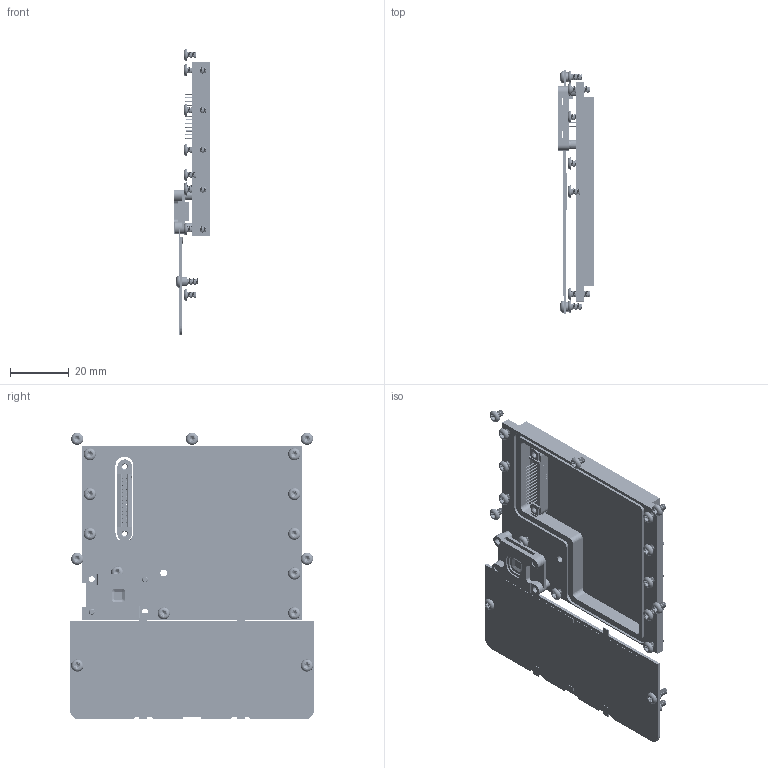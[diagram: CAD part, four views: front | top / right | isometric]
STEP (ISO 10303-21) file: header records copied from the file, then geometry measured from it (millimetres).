
FILE_DESCRIPTION(/* description */ (''),/* implementation_level */ '2;1');
FILE_NAME(/* name */ 'Harwin Payload.step',/* time_stamp */ '2023-11-25T10:33:52-06:00',/* author */ (''),/* organization */ (''),/* preprocessor_version */ 'ST-DEVELOPER v20',/* originating_system */ 'Autodesk Translation Framework v12.14.0.127',/* authorisation */ '');
FILE_SCHEMA (('AUTOMOTIVE_DESIGN { 1 0 10303 214 3 1 1 }'));
Length unit declared in the file: millimetre
Products named in the file (25): Most Recent Mech Systems; combined_face_assem; SkiteHolderAssembly_11.20.21; new_bottomFace; perovskite_panel_face_1.STEP; 1U Solar Array - Asm v8.STEP.STEP; Micro Link Solar Array v1_2x1 No Tab.STEP.STEP; Micro Link Solar Cell v1.step.STEP; 1U Solar PCB_perovskiteSLDPRT.STEP; 92510A378_ALUM UNTHRD SPACER 1-16in_92510A378.step.STEP; 90910A682_LOW-PROFILE BUTTON HEAD TORX MACHINE SCREW 1-4in_90910A682.
step.STEP; FSS100 V2 Assembly; FSS100 V2 Assembly.stp; FSSV2 PCB Board.stp; FSS Proto-Shell.stp; 781710004.stp; SNZS-M2-3.5.stp; Quad Segmented Photodiode.stp; 92510A414_Aluminum Unthreaded Spacer_92510A414; 90910A781_LOW-PROFILE BUTTON HEAD TORX MACHINE SCREW 1-8in_90910A781.
step.STEP; g125-mv12605m1_asm v2; G125-3212696; G125-1030000; G125-4620000; G125_LASER_HARWIN
Assembly tree (70 placements, depth 6):
  Most Recent Mech Systems
    combined_face_assem
      SkiteHolderAssembly_11.20.21
        new_bottomFace
      perovskite_panel_face_1.STEP
        1U Solar Array - Asm v8.STEP.STEP
          Micro Link Solar Array v1_2x1 No Tab.STEP.STEP
            Micro Link Solar Cell v1.step.STEP
          1U Solar PCB_perovskiteSLDPRT.STEP
        90910A682_LOW-PROFILE BUTTON HEAD TORX MACHINE SCREW 1-4in_90910A682.
step.STEP  x2
        92510A378_ALUM UNTHRD SPACER 1-16in_92510A378.step.STEP  x2
      90910A781_LOW-PROFILE BUTTON HEAD TORX MACHINE SCREW 1-8in_90910A781.
step.STEP  x9
      90910A682_LOW-PROFILE BUTTON HEAD TORX MACHINE SCREW 1-4in_90910A682.
step.STEP  x8
      FSS100 V2 Assembly
        FSS100 V2 Assembly.stp
          FSSV2 PCB Board.stp
          FSS Proto-Shell.stp
          781710004.stp
          SNZS-M2-3.5.stp  x2
          Quad Segmented Photodiode.stp
      92510A414_Aluminum Unthreaded Spacer_92510A414  x2
    g125-mv12605m1_asm v2
      G125-3212696
      G125-1030000  x26
      G125-4620000  x2
      G125_LASER_HARWIN
Bounding box: 12.42 x 83 x 97.33 mm (x, y, z)
Volume: 16147.3 mm3; surface area: 31036.3 mm2
Topology: 70 solids, 72 shells, 4738 faces, 11640 edges, 7089 vertices
Faces by surface type: bspline 2113, cylinder 1021, plane 984, torus 465, cone 155
Full cylindrical faces by diameter (mm): 0.39 x52, 0.41 x26, 1.599 x203, 1.623 x2, 2 x6, 2.1 x8, 2.184 x165, 2.272 x1, 2.275 x1, 2.28 x5, 2.281 x1, 2.286 x4, 2.329 x2, 2.438 x2, 2.955 x4, 3.03 x2, 3.175 x4, 4.166 x19
Entity records: 43796 total; most frequent: CARTESIAN_POINT 16164, ORIENTED_EDGE 5672, DIRECTION 5363, EDGE_CURVE 2837, LINE 1943, VECTOR 1943, VERTEX_POINT 1833, AXIS2_PLACEMENT_3D 1710
